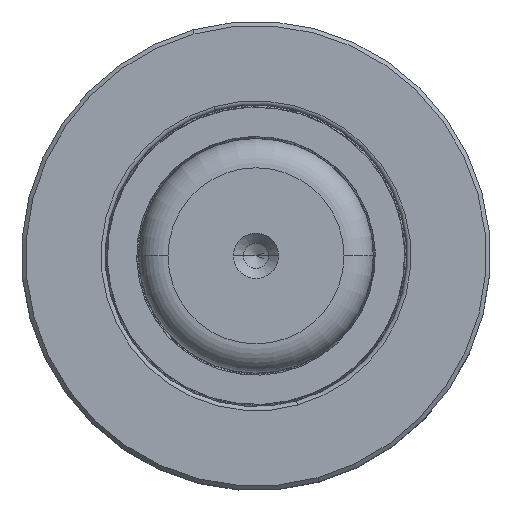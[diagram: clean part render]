
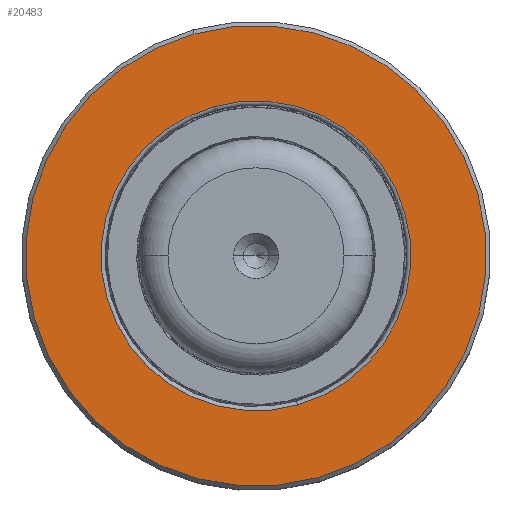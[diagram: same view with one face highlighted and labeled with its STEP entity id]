
A CAD part, top view. The second image highlights one B-rep face of the part: STEP entity #20483.
In plain terms, the highlighted face is planar.
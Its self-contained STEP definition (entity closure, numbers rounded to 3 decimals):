
#1362 = EDGE_LOOP ( 'NONE', ( #8151, #29533 ) ) ;
#1503 = DIRECTION ( 'NONE',  ( 0., 0., -1. ) ) ;
#1757 = VERTEX_POINT ( 'NONE', #5463 ) ;
#1837 = CARTESIAN_POINT ( 'NONE',  ( 0., 18.687, -27.5 ) ) ;
#2308 = DIRECTION ( 'NONE',  ( 0., 0., -1. ) ) ;
#2731 = CARTESIAN_POINT ( 'NONE',  ( 0., 18.687, -18.5 ) ) ;
#4718 = CARTESIAN_POINT ( 'NONE',  ( 0., 18.687, 27.5 ) ) ;
#5463 = CARTESIAN_POINT ( 'NONE',  ( 0., 18.687, 18.5 ) ) ;
#8021 = DIRECTION ( 'NONE',  ( 0., -1., 0. ) ) ;
#8120 = DIRECTION ( 'NONE',  ( 0., -1., 0. ) ) ;
#8151 = ORIENTED_EDGE ( 'NONE', *, *, #26964, .F. ) ;
#9758 = EDGE_CURVE ( 'NONE', #39268, #1757, #13906, .T. ) ;
#10341 = AXIS2_PLACEMENT_3D ( 'NONE', #38746, #18145, #18292 ) ;
#13211 = DIRECTION ( 'NONE',  ( 0., 0., -1. ) ) ;
#13906 = CIRCLE ( 'NONE', #38879, 18.5 ) ;
#15387 = AXIS2_PLACEMENT_3D ( 'NONE', #30483, #33787, #13211 ) ;
#15611 = EDGE_LOOP ( 'NONE', ( #28161, #18573 ) ) ;
#18145 = DIRECTION ( 'NONE',  ( 0., 1., 0. ) ) ;
#18292 = DIRECTION ( 'NONE',  ( 0., 0., 1. ) ) ;
#18573 = ORIENTED_EDGE ( 'NONE', *, *, #44401, .T. ) ;
#18820 = VERTEX_POINT ( 'NONE', #4718 ) ;
#20483 = ADVANCED_FACE ( 'NONE', ( #41040, #36711 ), #32121, .T. ) ;
#20673 = VERTEX_POINT ( 'NONE', #1837 ) ;
#23060 = DIRECTION ( 'NONE',  ( 0., -1., 0. ) ) ;
#24644 = AXIS2_PLACEMENT_3D ( 'NONE', #38811, #8120, #39101 ) ;
#25280 = CIRCLE ( 'NONE', #24644, 18.5 ) ;
#26244 = CARTESIAN_POINT ( 'NONE',  ( 0., 18.687, 0. ) ) ;
#26964 = EDGE_CURVE ( 'NONE', #20673, #18820, #41872, .T. ) ;
#28161 = ORIENTED_EDGE ( 'NONE', *, *, #9758, .T. ) ;
#29533 = ORIENTED_EDGE ( 'NONE', *, *, #36815, .F. ) ;
#30483 = CARTESIAN_POINT ( 'NONE',  ( 0., 18.687, 0. ) ) ;
#32121 = PLANE ( 'NONE',  #10341 ) ;
#33427 = AXIS2_PLACEMENT_3D ( 'NONE', #42188, #8021, #1503 ) ;
#33787 = DIRECTION ( 'NONE',  ( 0., -1., 0. ) ) ;
#34678 = CIRCLE ( 'NONE', #15387, 27.5 ) ;
#36711 = FACE_OUTER_BOUND ( 'NONE', #1362, .T. ) ;
#36815 = EDGE_CURVE ( 'NONE', #18820, #20673, #34678, .T. ) ;
#38746 = CARTESIAN_POINT ( 'NONE',  ( 27.5, 18.687, 0. ) ) ;
#38811 = CARTESIAN_POINT ( 'NONE',  ( 0., 18.687, 0. ) ) ;
#38879 = AXIS2_PLACEMENT_3D ( 'NONE', #26244, #23060, #2308 ) ;
#39101 = DIRECTION ( 'NONE',  ( 0., 0., -1. ) ) ;
#39268 = VERTEX_POINT ( 'NONE', #2731 ) ;
#41040 = FACE_BOUND ( 'NONE', #15611, .T. ) ;
#41872 = CIRCLE ( 'NONE', #33427, 27.5 ) ;
#42188 = CARTESIAN_POINT ( 'NONE',  ( 0., 18.687, 0. ) ) ;
#44401 = EDGE_CURVE ( 'NONE', #1757, #39268, #25280, .T. ) ;
